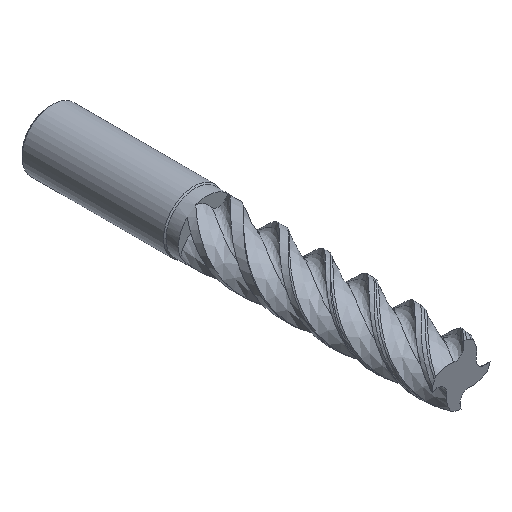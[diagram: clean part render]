
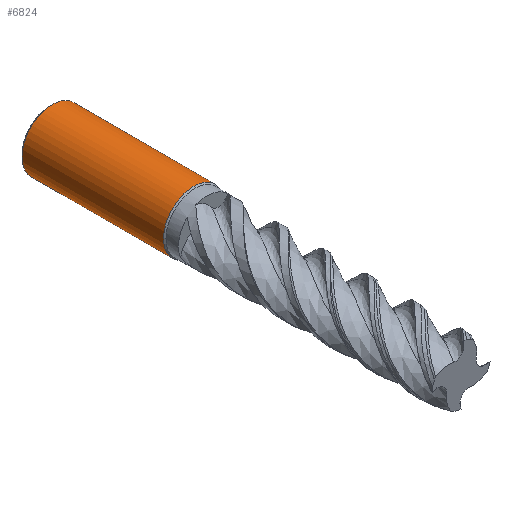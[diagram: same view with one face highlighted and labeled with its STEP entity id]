
A CAD part, isometric view. The second image highlights one B-rep face of the part: STEP entity #6824.
In plain terms, the highlighted free-form (B-spline) face has degree [2, 1] with [7, 2] control points.
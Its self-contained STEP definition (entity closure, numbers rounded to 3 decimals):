
#1837 = EDGE_CURVE('',#1838,#1838,#1840,.T.);
#1838 = VERTEX_POINT('',#1839);
#1839 = CARTESIAN_POINT('',(15.572,137.66,
    0.));
#1840 = ( BOUNDED_CURVE() B_SPLINE_CURVE(2,(#1841,#1842,#1843,#1844,
#1845,#1846,#1847),.UNSPECIFIED.,.T.,.F.) B_SPLINE_CURVE_WITH_KNOTS((1,2
    ,2,2,2,1),(-2.094,0.,2.094,4.189,
6.283,8.378),.UNSPECIFIED.) CURVE() 
GEOMETRIC_REPRESENTATION_ITEM() RATIONAL_B_SPLINE_CURVE((1.,0.5,1.,0.5,
1.,0.5,1.)) REPRESENTATION_ITEM('') );
#1841 = CARTESIAN_POINT('',(15.572,137.66,0.));
#1842 = CARTESIAN_POINT('',(15.572,137.66,
    -26.972));
#1843 = CARTESIAN_POINT('',(-7.786,137.66,
    -13.486));
#1844 = CARTESIAN_POINT('',(-31.145,137.66,
    0.));
#1845 = CARTESIAN_POINT('',(-7.786,137.66,
    13.486));
#1846 = CARTESIAN_POINT('',(15.572,137.66,
    26.972));
#1847 = CARTESIAN_POINT('',(15.572,137.66,0.));
#6824 = ADVANCED_FACE('',(#6825),#6846,.T.);
#6825 = FACE_BOUND('',#6826,.T.);
#6826 = EDGE_LOOP('',(#6827,#6839,#6844,#6845));
#6827 = ORIENTED_EDGE('',*,*,#6828,.F.);
#6828 = EDGE_CURVE('',#6829,#6829,#6831,.T.);
#6829 = VERTEX_POINT('',#6830);
#6830 = CARTESIAN_POINT('',(15.572,210.538,
    0.));
#6831 = ( BOUNDED_CURVE() B_SPLINE_CURVE(2,(#6832,#6833,#6834,#6835,
#6836,#6837,#6838),.UNSPECIFIED.,.T.,.F.) B_SPLINE_CURVE_WITH_KNOTS((1,2
    ,2,2,2,1),(-2.094,0.,2.094,4.189,
6.283,8.378),.UNSPECIFIED.) CURVE() 
GEOMETRIC_REPRESENTATION_ITEM() RATIONAL_B_SPLINE_CURVE((1.,0.5,1.,0.5,
1.,0.5,1.)) REPRESENTATION_ITEM('') );
#6832 = CARTESIAN_POINT('',(15.572,210.538,0.));
#6833 = CARTESIAN_POINT('',(15.572,210.538,
    -26.972));
#6834 = CARTESIAN_POINT('',(-7.786,210.538,
    -13.486));
#6835 = CARTESIAN_POINT('',(-31.145,210.538,
    0.));
#6836 = CARTESIAN_POINT('',(-7.786,210.538,
    13.486));
#6837 = CARTESIAN_POINT('',(15.572,210.538,
    26.972));
#6838 = CARTESIAN_POINT('',(15.572,210.538,0.));
#6839 = ORIENTED_EDGE('',*,*,#6840,.F.);
#6840 = EDGE_CURVE('',#1838,#6829,#6841,.T.);
#6841 = B_SPLINE_CURVE_WITH_KNOTS('',1,(#6842,#6843),.UNSPECIFIED.,.F.,
  .F.,(2,2),(0.5,59.),.PIECEWISE_BEZIER_KNOTS.);
#6842 = CARTESIAN_POINT('',(15.572,137.66,
    0.));
#6843 = CARTESIAN_POINT('',(15.572,210.538,
    0.));
#6844 = ORIENTED_EDGE('',*,*,#1837,.T.);
#6845 = ORIENTED_EDGE('',*,*,#6840,.T.);
#6846 = ( BOUNDED_SURFACE() B_SPLINE_SURFACE(2,1,(
    (#6847,#6848)
    ,(#6849,#6850)
    ,(#6851,#6852)
    ,(#6853,#6854)
    ,(#6855,#6856)
    ,(#6857,#6858)
    ,(#6859,#6860
)),.UNSPECIFIED.,.T.,.F.,.F.) B_SPLINE_SURFACE_WITH_KNOTS((1,2,2,2,2,1),
  (2,2),(-2.094,0.,2.094,4.189,6.283,
    8.378),(0.5,59.),.UNSPECIFIED.) 
GEOMETRIC_REPRESENTATION_ITEM() RATIONAL_B_SPLINE_SURFACE((
    (1.,1.)
    ,(0.5,0.5)
    ,(1.,1.)
    ,(0.5,0.5)
    ,(1.,1.)
    ,(0.5,0.5)
,(1.,1.))) REPRESENTATION_ITEM('') SURFACE() );
#6847 = CARTESIAN_POINT('',(15.572,137.66,0.));
#6848 = CARTESIAN_POINT('',(15.572,210.538,0.));
#6849 = CARTESIAN_POINT('',(15.572,137.66,
    -26.972));
#6850 = CARTESIAN_POINT('',(15.572,210.538,
    -26.972));
#6851 = CARTESIAN_POINT('',(-7.786,137.66,
    -13.486));
#6852 = CARTESIAN_POINT('',(-7.786,210.538,
    -13.486));
#6853 = CARTESIAN_POINT('',(-31.145,137.66,
    0.));
#6854 = CARTESIAN_POINT('',(-31.145,210.538,
    0.));
#6855 = CARTESIAN_POINT('',(-7.786,137.66,
    13.486));
#6856 = CARTESIAN_POINT('',(-7.786,210.538,
    13.486));
#6857 = CARTESIAN_POINT('',(15.572,137.66,
    26.972));
#6858 = CARTESIAN_POINT('',(15.572,210.538,
    26.972));
#6859 = CARTESIAN_POINT('',(15.572,137.66,0.));
#6860 = CARTESIAN_POINT('',(15.572,210.538,0.));
